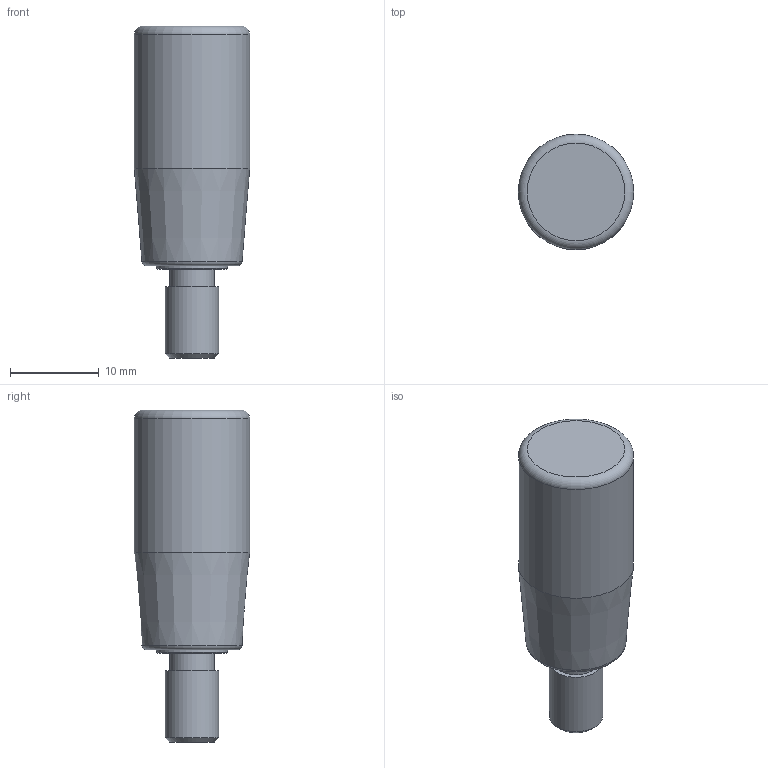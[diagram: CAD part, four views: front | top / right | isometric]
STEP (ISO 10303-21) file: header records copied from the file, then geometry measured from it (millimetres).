
FILE_DESCRIPTION( ( 'Unknown' ), '1' );
FILE_NAME( '6138003_MGE13x27.stp', 'Unknown', ( 'Unknown' ), ( 'Unknown' ), 'PSStep 11.0', 'Unknown', ' ' );
FILE_SCHEMA( ( 'AUTOMOTIVE_DESIGN { 1 0 10303 214 1 1 1 1 }' ) );
Length unit declared in the file: millimetre
Products named in the file (2): 8900260
Bounding box: 13 x 13 x 37.4 mm (x, y, z)
Volume: 3255.6 mm3; surface area: 2762.7 mm2
Topology: 2 solids, 3 shells, 54 faces, 126 edges, 82 vertices
Faces by surface type: plane 30, cone 11, cylinder 11, torus 2
Full cylindrical faces by diameter (mm): 3.1 x1, 4.8 x1, 5 x1, 5.1 x1, 5.9 x1, 6 x1, 8 x2, 13 x1
Entity records: 1879 total; most frequent: CARTESIAN_POINT 259, DIRECTION 250, ORIENTED_EDGE 204, EDGE_CURVE 102, AXIS2_PLACEMENT_3D 100, EDGE_LOOP 78, VERTEX_POINT 77, FACE_OUTER_BOUND 65
